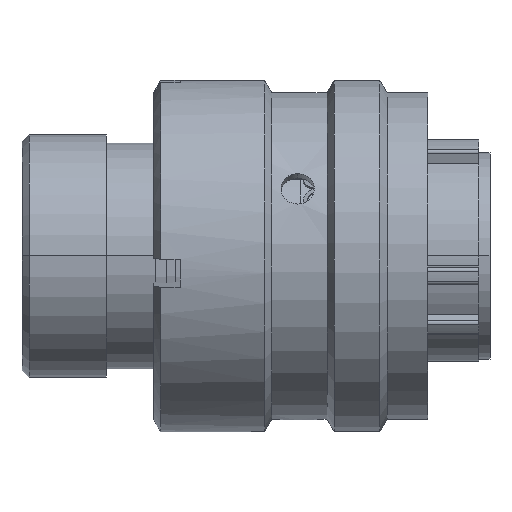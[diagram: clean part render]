
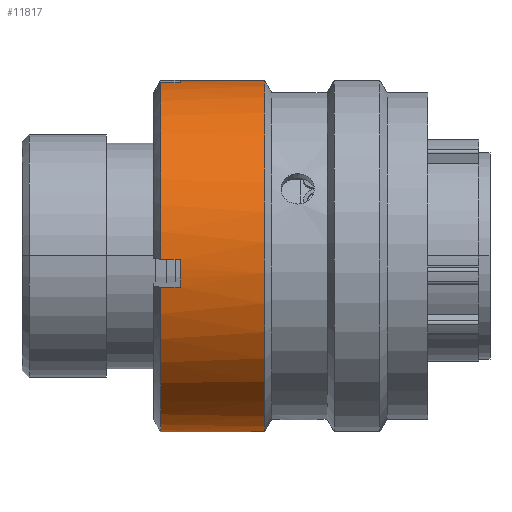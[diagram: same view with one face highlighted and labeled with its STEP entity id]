
A CAD part, top view. The second image highlights one B-rep face of the part: STEP entity #11817.
In plain terms, the highlighted cylindrical face has radius 12.55 mm (diameter 25.1 mm), a partial arc.
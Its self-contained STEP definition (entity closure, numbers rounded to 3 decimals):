
#393 = VERTEX_POINT ( 'NONE', #22677 ) ;
#910 = CARTESIAN_POINT ( 'NONE',  ( 28.928, -2.247, 12.347 ) ) ;
#999 = VECTOR ( 'NONE', #26924, 1000. ) ;
#1294 = VERTEX_POINT ( 'NONE', #29852 ) ;
#1339 = CARTESIAN_POINT ( 'NONE',  ( 9.878, -12.547, -0.257 ) ) ;
#1409 = CARTESIAN_POINT ( 'NONE',  ( 9.878, -0.257, 12.547 ) ) ;
#1512 = EDGE_CURVE ( 'NONE', #2271, #393, #18904, .T. ) ;
#2075 = DIRECTION ( 'NONE',  ( 0., 0.995, 0.1 ) ) ;
#2258 = ORIENTED_EDGE ( 'NONE', *, *, #30449, .T. ) ;
#2271 = VERTEX_POINT ( 'NONE', #1339 ) ;
#2512 = CARTESIAN_POINT ( 'NONE',  ( 11.278, 0., 0. ) ) ;
#3096 = AXIS2_PLACEMENT_3D ( 'NONE', #25301, #20776, #13112 ) ;
#3183 = CIRCLE ( 'NONE', #41075, 12.55 ) ;
#3663 = VERTEX_POINT ( 'NONE', #24182 ) ;
#3785 = ORIENTED_EDGE ( 'NONE', *, *, #7616, .T. ) ;
#4066 = EDGE_CURVE ( 'NONE', #41280, #1294, #14470, .T. ) ;
#4206 = EDGE_CURVE ( 'NONE', #11960, #39613, #3183, .T. ) ;
#4700 = EDGE_CURVE ( 'NONE', #393, #42162, #41826, .T. ) ;
#4831 = ORIENTED_EDGE ( 'NONE', *, *, #6463, .T. ) ;
#4992 = ORIENTED_EDGE ( 'NONE', *, *, #11710, .T. ) ;
#5196 = AXIS2_PLACEMENT_3D ( 'NONE', #37793, #49014, #19149 ) ;
#6463 = EDGE_CURVE ( 'NONE', #3663, #17959, #7379, .T. ) ;
#7277 = DIRECTION ( 'NONE',  ( 1., 0., 0. ) ) ;
#7379 = CIRCLE ( 'NONE', #45326, 12.55 ) ;
#7616 = EDGE_CURVE ( 'NONE', #42162, #39613, #35186, .T. ) ;
#7944 = VERTEX_POINT ( 'NONE', #38239 ) ;
#9236 = VERTEX_POINT ( 'NONE', #31957 ) ;
#10074 = CYLINDRICAL_SURFACE ( 'NONE', #21140, 12.55 ) ;
#10086 = CARTESIAN_POINT ( 'NONE',  ( 17.298, -12.487, -1.256 ) ) ;
#10291 = ORIENTED_EDGE ( 'NONE', *, *, #29442, .T. ) ;
#10333 = DIRECTION ( 'NONE',  ( 0., -0.1, 0.995 ) ) ;
#11710 = EDGE_CURVE ( 'NONE', #9236, #3663, #17266, .T. ) ;
#11817 = ADVANCED_FACE ( 'NONE', ( #33325 ), #10074, .T. ) ;
#11960 = VERTEX_POINT ( 'NONE', #36956 ) ;
#12278 = VECTOR ( 'NONE', #45692, 1000. ) ;
#12351 = VECTOR ( 'NONE', #37152, 1000. ) ;
#12517 = ORIENTED_EDGE ( 'NONE', *, *, #39614, .T. ) ;
#13103 = CARTESIAN_POINT ( 'NONE',  ( 28.928, 0., 0. ) ) ;
#13112 = DIRECTION ( 'NONE',  ( 0., -0.995, -0.1 ) ) ;
#14470 = CIRCLE ( 'NONE', #3096, 12.55 ) ;
#14496 = DIRECTION ( 'NONE',  ( 1., 0., 0. ) ) ;
#15387 = ORIENTED_EDGE ( 'NONE', *, *, #4700, .T. ) ;
#17245 = CARTESIAN_POINT ( 'NONE',  ( 9.878, 0., 0. ) ) ;
#17266 = LINE ( 'NONE', #23485, #35698 ) ;
#17270 = DIRECTION ( 'NONE',  ( 1., 0., 0. ) ) ;
#17808 = AXIS2_PLACEMENT_3D ( 'NONE', #2512, #14496, #10333 ) ;
#17856 = EDGE_CURVE ( 'NONE', #1294, #19894, #40296, .T. ) ;
#17959 = VERTEX_POINT ( 'NONE', #1409 ) ;
#18056 = VECTOR ( 'NONE', #7277, 1000. ) ;
#18860 = ORIENTED_EDGE ( 'NONE', *, *, #4066, .T. ) ;
#18904 = LINE ( 'NONE', #45527, #12278 ) ;
#18958 = CARTESIAN_POINT ( 'NONE',  ( 28.928, 12.487, 1.256 ) ) ;
#19149 = DIRECTION ( 'NONE',  ( 0., 0.1, -0.995 ) ) ;
#19557 = LINE ( 'NONE', #29469, #12351 ) ;
#19894 = VERTEX_POINT ( 'NONE', #48829 ) ;
#20094 = DIRECTION ( 'NONE',  ( -1., 0., 0. ) ) ;
#20426 = CARTESIAN_POINT ( 'NONE',  ( 11.278, -0.257, 12.547 ) ) ;
#20776 = DIRECTION ( 'NONE',  ( 1., 0., 0. ) ) ;
#21140 = AXIS2_PLACEMENT_3D ( 'NONE', #13103, #32777, #24610 ) ;
#21220 = CARTESIAN_POINT ( 'NONE',  ( 28.928, -12.487, -1.256 ) ) ;
#22503 = AXIS2_PLACEMENT_3D ( 'NONE', #44001, #25085, #28914 ) ;
#22677 = CARTESIAN_POINT ( 'NONE',  ( 11.278, -12.547, -0.257 ) ) ;
#22899 = CARTESIAN_POINT ( 'NONE',  ( 17.298, 0., 0. ) ) ;
#23485 = CARTESIAN_POINT ( 'NONE',  ( 28.928, 12.347, 2.247 ) ) ;
#24182 = CARTESIAN_POINT ( 'NONE',  ( 9.878, 12.347, 2.247 ) ) ;
#24610 = DIRECTION ( 'NONE',  ( 0., 0.995, 0.1 ) ) ;
#24885 = DIRECTION ( 'NONE',  ( 1., 0., 0. ) ) ;
#25083 = VECTOR ( 'NONE', #17270, 1000. ) ;
#25085 = DIRECTION ( 'NONE',  ( 1., 0., 0. ) ) ;
#25301 = CARTESIAN_POINT ( 'NONE',  ( 11.278, 0., 0. ) ) ;
#26611 = DIRECTION ( 'NONE',  ( 1., 0., 0. ) ) ;
#26924 = DIRECTION ( 'NONE',  ( -1., 0., 0. ) ) ;
#28914 = DIRECTION ( 'NONE',  ( 0., 0.995, 0.1 ) ) ;
#29442 = EDGE_CURVE ( 'NONE', #17959, #41280, #19557, .T. ) ;
#29469 = CARTESIAN_POINT ( 'NONE',  ( 28.928, -0.257, 12.547 ) ) ;
#29852 = CARTESIAN_POINT ( 'NONE',  ( 11.278, -2.247, 12.347 ) ) ;
#30449 = EDGE_CURVE ( 'NONE', #7944, #9236, #44166, .T. ) ;
#31738 = LINE ( 'NONE', #18958, #18056 ) ;
#31957 = CARTESIAN_POINT ( 'NONE',  ( 11.278, 12.347, 2.247 ) ) ;
#32149 = CARTESIAN_POINT ( 'NONE',  ( 11.278, -12.487, -1.256 ) ) ;
#32777 = DIRECTION ( 'NONE',  ( 1., 0., 0. ) ) ;
#33325 = FACE_OUTER_BOUND ( 'NONE', #40712, .T. ) ;
#34818 = ORIENTED_EDGE ( 'NONE', *, *, #4206, .F. ) ;
#35186 = LINE ( 'NONE', #21220, #25083 ) ;
#35698 = VECTOR ( 'NONE', #20094, 1000. ) ;
#36956 = CARTESIAN_POINT ( 'NONE',  ( 17.298, 12.487, 1.256 ) ) ;
#37152 = DIRECTION ( 'NONE',  ( 1., 0., 0. ) ) ;
#37793 = CARTESIAN_POINT ( 'NONE',  ( 11.278, 0., 0. ) ) ;
#38239 = CARTESIAN_POINT ( 'NONE',  ( 11.278, 12.487, 1.256 ) ) ;
#38395 = ORIENTED_EDGE ( 'NONE', *, *, #46132, .F. ) ;
#39027 = ORIENTED_EDGE ( 'NONE', *, *, #1512, .T. ) ;
#39614 = EDGE_CURVE ( 'NONE', #19894, #2271, #45877, .T. ) ;
#39613 = VERTEX_POINT ( 'NONE', #10086 ) ;
#40296 = LINE ( 'NONE', #910, #999 ) ;
#40712 = EDGE_LOOP ( 'NONE', ( #15387, #3785, #34818, #38395, #2258, #4992, #4831, #10291, #18860, #48786, #12517, #39027 ) ) ;
#41075 = AXIS2_PLACEMENT_3D ( 'NONE', #22899, #26611, #45670 ) ;
#41280 = VERTEX_POINT ( 'NONE', #20426 ) ;
#41826 = CIRCLE ( 'NONE', #5196, 12.55 ) ;
#42162 = VERTEX_POINT ( 'NONE', #32149 ) ;
#44001 = CARTESIAN_POINT ( 'NONE',  ( 9.878, 0., 0. ) ) ;
#44166 = CIRCLE ( 'NONE', #17808, 12.55 ) ;
#45326 = AXIS2_PLACEMENT_3D ( 'NONE', #17245, #24885, #2075 ) ;
#45527 = CARTESIAN_POINT ( 'NONE',  ( 28.928, -12.547, -0.257 ) ) ;
#45670 = DIRECTION ( 'NONE',  ( 0., 0.995, 0.1 ) ) ;
#45692 = DIRECTION ( 'NONE',  ( 1., 0., 0. ) ) ;
#45877 = CIRCLE ( 'NONE', #22503, 12.55 ) ;
#46132 = EDGE_CURVE ( 'NONE', #7944, #11960, #31738, .T. ) ;
#48786 = ORIENTED_EDGE ( 'NONE', *, *, #17856, .T. ) ;
#48829 = CARTESIAN_POINT ( 'NONE',  ( 9.878, -2.247, 12.347 ) ) ;
#49014 = DIRECTION ( 'NONE',  ( 1., 0., 0. ) ) ;
